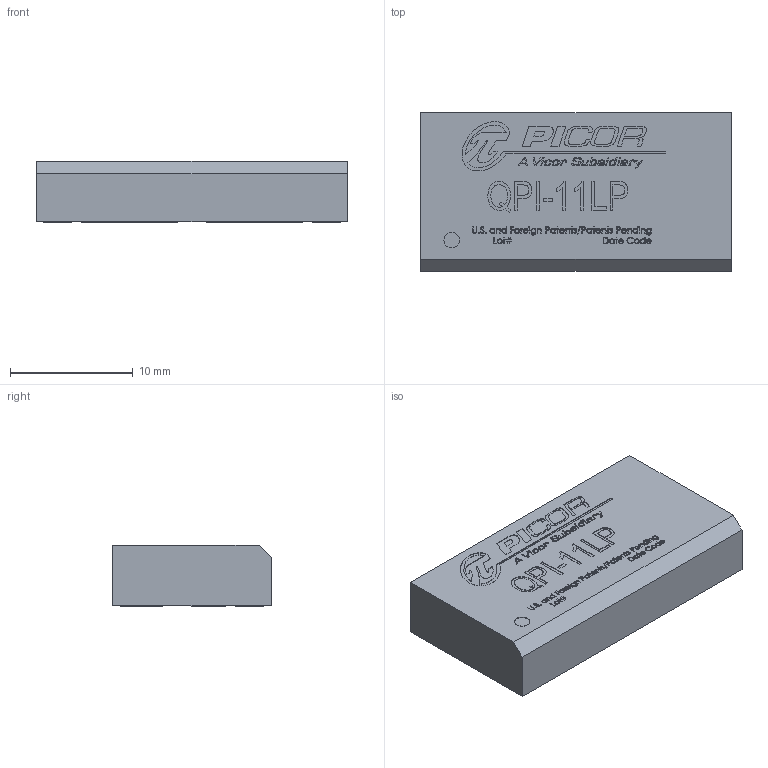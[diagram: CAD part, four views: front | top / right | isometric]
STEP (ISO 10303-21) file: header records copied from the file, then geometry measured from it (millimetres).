
FILE_DESCRIPTION (( 'STEP AP214' ), '1' );
FILE_NAME ('QPI-11LPr.step', '2015-03-10T16:35:44', ( 'Vicor Employee' ), ( 'Vicor Corporation' ), 'SwSTEP 2.0', 'SolidWorks 2012', '' );
FILE_SCHEMA (( 'AUTOMOTIVE_DESIGN' ));
Length unit declared in the file: millimetre
Products named in the file (1): QPI-11LPr
Bounding box: 25.3 x 12.9 x 4.98 mm (x, y, z)
Volume: 1597.7 mm3; surface area: 1035.3 mm2
Topology: 1 solids, 1 shells, 1432 faces, 3852 edges, 2568 vertices
Faces by surface type: plane 815, bspline 615, cylinder 2
Entity records: 86316 total; most frequent: CARTESIAN_POINT 38828, ORIENTED_EDGE 7704, DIRECTION 4262, EDGE_CURVE 3852, LINE 2618, VECTOR 2618, VERTEX_POINT 2568, EDGE_LOOP 1578
